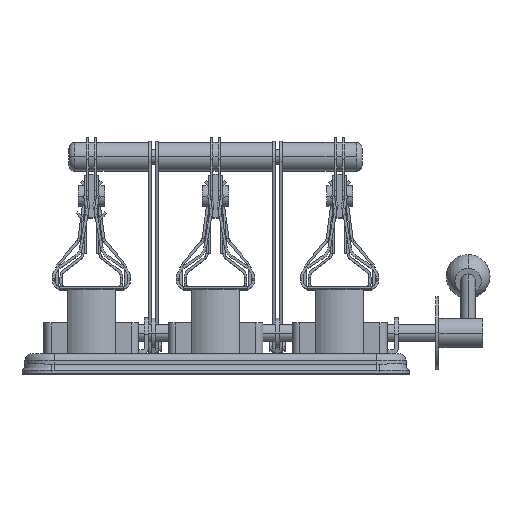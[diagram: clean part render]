
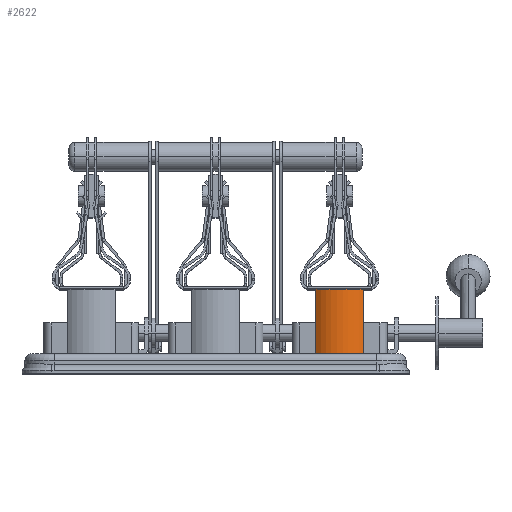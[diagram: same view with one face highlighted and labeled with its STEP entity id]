
A CAD part, top view. The second image highlights one B-rep face of the part: STEP entity #2622.
In plain terms, the highlighted cylindrical face has radius 25 mm (diameter 50 mm), a partial arc.
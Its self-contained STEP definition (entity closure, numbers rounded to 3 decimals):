
#37 = CARTESIAN_POINT ( 'NONE',  ( 101.248, 57.5, 154. ) ) ;
#890 = CIRCLE ( 'NONE', #5825, 25. ) ;
#1829 = VERTEX_POINT ( 'NONE', #13436 ) ;
#1859 = DIRECTION ( 'NONE',  ( 0., 0., -1. ) ) ;
#2097 = LINE ( 'NONE', #31724, #34059 ) ;
#2206 = DIRECTION ( 'NONE',  ( 0., 1., 0. ) ) ;
#2622 = ADVANCED_FACE ( 'NONE', ( #3711 ), #4703, .T. ) ;
#2847 = EDGE_CURVE ( 'NONE', #31277, #1829, #32701, .T. ) ;
#3711 = FACE_OUTER_BOUND ( 'NONE', #31235, .T. ) ;
#3922 = DIRECTION ( 'NONE',  ( 0., 0., 1. ) ) ;
#4703 = CYLINDRICAL_SURFACE ( 'NONE', #24115, 25. ) ;
#5825 = AXIS2_PLACEMENT_3D ( 'NONE', #21307, #2206, #30998 ) ;
#6346 = CIRCLE ( 'NONE', #27378, 25. ) ;
#7132 = CARTESIAN_POINT ( 'NONE',  ( 85., 57.5, 135. ) ) ;
#12014 = EDGE_CURVE ( 'NONE', #37477, #21688, #2097, .T. ) ;
#13436 = CARTESIAN_POINT ( 'NONE',  ( 101.248, 13.5, 154. ) ) ;
#15942 = ORIENTED_EDGE ( 'NONE', *, *, #33823, .T. ) ;
#16471 = DIRECTION ( 'NONE',  ( 0., 1., 0. ) ) ;
#17451 = CARTESIAN_POINT ( 'NONE',  ( 85., 57.5, 135. ) ) ;
#19122 = DIRECTION ( 'NONE',  ( 0., -1., 0. ) ) ;
#20357 = EDGE_CURVE ( 'NONE', #37477, #31277, #6346, .T. ) ;
#20400 = CARTESIAN_POINT ( 'NONE',  ( 101.248, 57.5, 154. ) ) ;
#20668 = DIRECTION ( 'NONE',  ( 0., -1., 0. ) ) ;
#20914 = ORIENTED_EDGE ( 'NONE', *, *, #20357, .F. ) ;
#21154 = VECTOR ( 'NONE', #19122, 1000. ) ;
#21307 = CARTESIAN_POINT ( 'NONE',  ( 85., 13.5, 135. ) ) ;
#21688 = VERTEX_POINT ( 'NONE', #40692 ) ;
#24115 = AXIS2_PLACEMENT_3D ( 'NONE', #17451, #20668, #1859 ) ;
#27378 = AXIS2_PLACEMENT_3D ( 'NONE', #7132, #16471, #3922 ) ;
#30998 = DIRECTION ( 'NONE',  ( 0., 0., 1. ) ) ;
#31080 = ORIENTED_EDGE ( 'NONE', *, *, #12014, .T. ) ;
#31235 = EDGE_LOOP ( 'NONE', ( #15942, #36809, #20914, #31080 ) ) ;
#31277 = VERTEX_POINT ( 'NONE', #20400 ) ;
#31724 = CARTESIAN_POINT ( 'NONE',  ( 68.752, 57.5, 154. ) ) ;
#32701 = LINE ( 'NONE', #37, #21154 ) ;
#33823 = EDGE_CURVE ( 'NONE', #21688, #1829, #890, .T. ) ;
#34059 = VECTOR ( 'NONE', #38122, 1000. ) ;
#34071 = CARTESIAN_POINT ( 'NONE',  ( 68.752, 57.5, 154. ) ) ;
#36809 = ORIENTED_EDGE ( 'NONE', *, *, #2847, .F. ) ;
#37477 = VERTEX_POINT ( 'NONE', #34071 ) ;
#38122 = DIRECTION ( 'NONE',  ( 0., -1., 0. ) ) ;
#40692 = CARTESIAN_POINT ( 'NONE',  ( 68.752, 13.5, 154. ) ) ;
